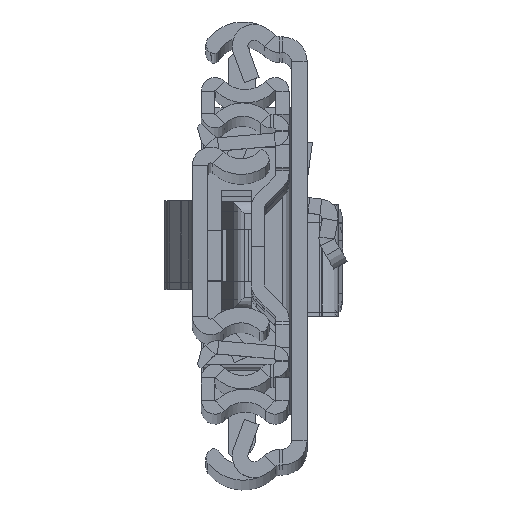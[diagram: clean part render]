
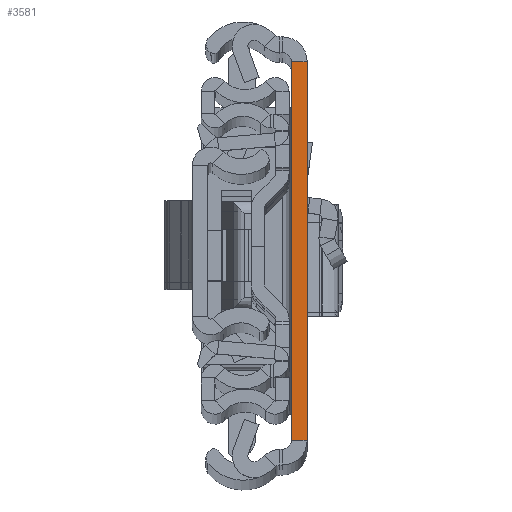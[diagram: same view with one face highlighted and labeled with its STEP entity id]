
A CAD part, top view. The second image highlights one B-rep face of the part: STEP entity #3581.
In plain terms, the highlighted planar face has unit normal (0, 0, 1).
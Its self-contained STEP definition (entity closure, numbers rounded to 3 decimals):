
#1793 = EDGE_CURVE ( 'NONE', #1991, #5968, #14337, .T. ) ;
#1876 = VECTOR ( 'NONE', #3208, 1000. ) ;
#1991 = VERTEX_POINT ( 'NONE', #13314 ) ;
#2171 = EDGE_CURVE ( 'NONE', #4501, #1991, #15735, .T. ) ;
#3208 = DIRECTION ( 'NONE',  ( 1., 0., 0. ) ) ;
#3295 = DIRECTION ( 'NONE',  ( 0., 1., 0. ) ) ;
#3534 = EDGE_CURVE ( 'NONE', #7404, #5968, #12128, .T. ) ;
#3581 = ADVANCED_FACE ( 'NONE', ( #7872 ), #18074, .F. ) ;
#3687 = ORIENTED_EDGE ( 'NONE', *, *, #2171, .T. ) ;
#4134 = ORIENTED_EDGE ( 'NONE', *, *, #1793, .T. ) ;
#4278 = LINE ( 'NONE', #19130, #9457 ) ;
#4501 = VERTEX_POINT ( 'NONE', #19335 ) ;
#5968 = VERTEX_POINT ( 'NONE', #7701 ) ;
#6921 = CARTESIAN_POINT ( 'NONE',  ( 2.6, -31.5, 0. ) ) ;
#7399 = ORIENTED_EDGE ( 'NONE', *, *, #3534, .F. ) ;
#7404 = VERTEX_POINT ( 'NONE', #18362 ) ;
#7701 = CARTESIAN_POINT ( 'NONE',  ( 2.6, 31.5, 0. ) ) ;
#7804 = VECTOR ( 'NONE', #14511, 1000. ) ;
#7872 = FACE_OUTER_BOUND ( 'NONE', #12292, .T. ) ;
#8412 = DIRECTION ( 'NONE',  ( 1., 0., 0. ) ) ;
#9457 = VECTOR ( 'NONE', #19511, 1000. ) ;
#10551 = DIRECTION ( 'NONE',  ( 0., 0., -1. ) ) ;
#10644 = CARTESIAN_POINT ( 'NONE',  ( 2.6, -31.5, 0. ) ) ;
#11556 = CARTESIAN_POINT ( 'NONE',  ( 2.6, -31.5, 0. ) ) ;
#12026 = CARTESIAN_POINT ( 'NONE',  ( 2.6, 31.5, 0. ) ) ;
#12128 = LINE ( 'NONE', #12026, #1876 ) ;
#12292 = EDGE_LOOP ( 'NONE', ( #7399, #13338, #3687, #4134 ) ) ;
#13314 = CARTESIAN_POINT ( 'NONE',  ( 2.6, -31.5, 0. ) ) ;
#13338 = ORIENTED_EDGE ( 'NONE', *, *, #13481, .F. ) ;
#13481 = EDGE_CURVE ( 'NONE', #4501, #7404, #4278, .T. ) ;
#14337 = LINE ( 'NONE', #11556, #7804 ) ;
#14511 = DIRECTION ( 'NONE',  ( 0., 1., 0. ) ) ;
#15735 = LINE ( 'NONE', #6921, #19505 ) ;
#17362 = AXIS2_PLACEMENT_3D ( 'NONE', #10644, #10551, #3295 ) ;
#18074 = PLANE ( 'NONE',  #17362 ) ;
#18362 = CARTESIAN_POINT ( 'NONE',  ( 0., 31.5, 0. ) ) ;
#19130 = CARTESIAN_POINT ( 'NONE',  ( 0., -31.5, 0. ) ) ;
#19335 = CARTESIAN_POINT ( 'NONE',  ( 0., -31.5, 0. ) ) ;
#19505 = VECTOR ( 'NONE', #8412, 1000. ) ;
#19511 = DIRECTION ( 'NONE',  ( 0., 1., 0. ) ) ;
